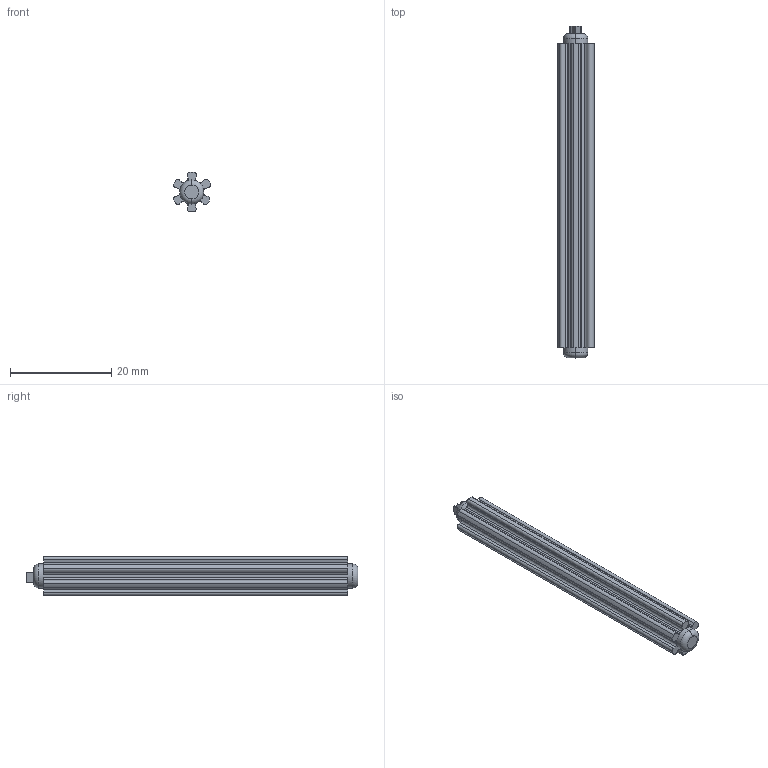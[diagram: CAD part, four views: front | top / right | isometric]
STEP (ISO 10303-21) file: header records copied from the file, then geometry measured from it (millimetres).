
FILE_DESCRIPTION (( 'STEP AP214' ), '1' );
FILE_NAME ('lego_shaft_medium.STEP', '2024-03-06T08:24:05', ( '' ), ( '' ), 'SwSTEP 2.0', 'SolidWorks 2023', '' );
FILE_SCHEMA (( 'AUTOMOTIVE_DESIGN' ));
Length unit declared in the file: millimetre
Products named in the file (1): lego_shaft_medium
Bounding box: 7.32 x 65.5 x 7.75 mm (x, y, z)
Volume: 2013.9 mm3; surface area: 2118.5 mm2
Topology: 1 solids, 2 shells, 91 faces, 245 edges, 162 vertices
Faces by surface type: plane 50, cylinder 37, torus 4
Entity records: 2920 total; most frequent: CARTESIAN_POINT 529, DIRECTION 521, ORIENTED_EDGE 490, EDGE_CURVE 245, AXIS2_PLACEMENT_3D 194, VERTEX_POINT 162, VECTOR 133, LINE 133
